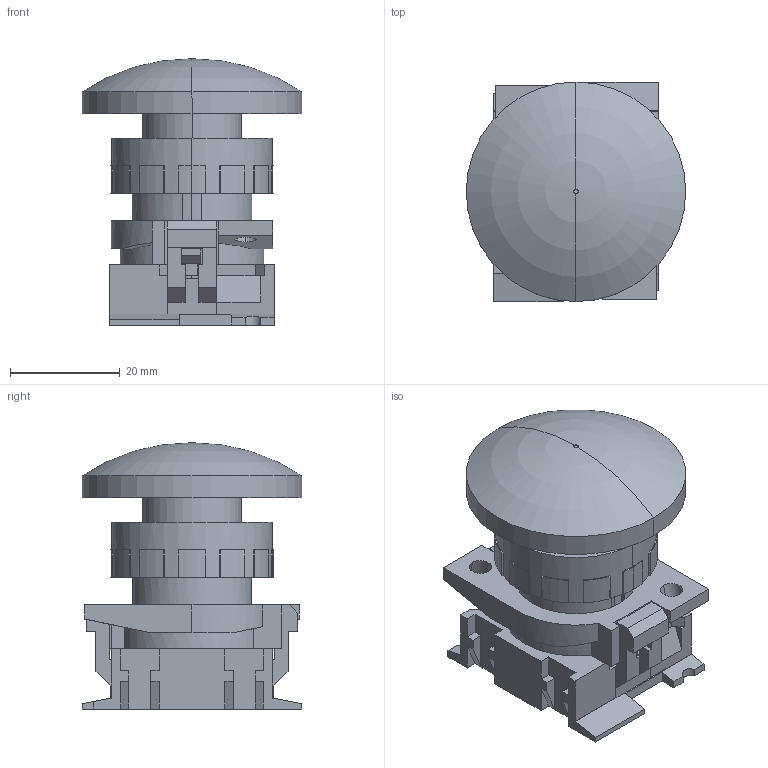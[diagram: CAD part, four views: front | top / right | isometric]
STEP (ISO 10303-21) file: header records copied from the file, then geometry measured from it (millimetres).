
FILE_DESCRIPTION (( 'STEP AP214' ), '1' );
FILE_NAME ('08.527.0.STEP', '2016-01-04T15:42:12', ( '' ), ( '' ), 'SwSTEP 2.0', 'SolidWorks 2016', '' );
FILE_SCHEMA (( 'AUTOMOTIVE_DESIGN' ));
Length unit declared in the file: millimetre
Products named in the file (1): 08.527.0
Bounding box: 40 x 40 x 48.5 mm (x, y, z)
Volume: 25551.3 mm3; surface area: 16467.3 mm2
Topology: 4 solids, 4 shells, 342 faces, 971 edges, 639 vertices
Faces by surface type: plane 284, cylinder 52, cone 4, torus 2
Entity records: 14856 total; most frequent: CARTESIAN_POINT 2001, ORIENTED_EDGE 1942, DIRECTION 1807, EDGE_CURVE 971, LINE 789, VECTOR 789, VERTEX_POINT 639, AXIS2_PLACEMENT_3D 509
